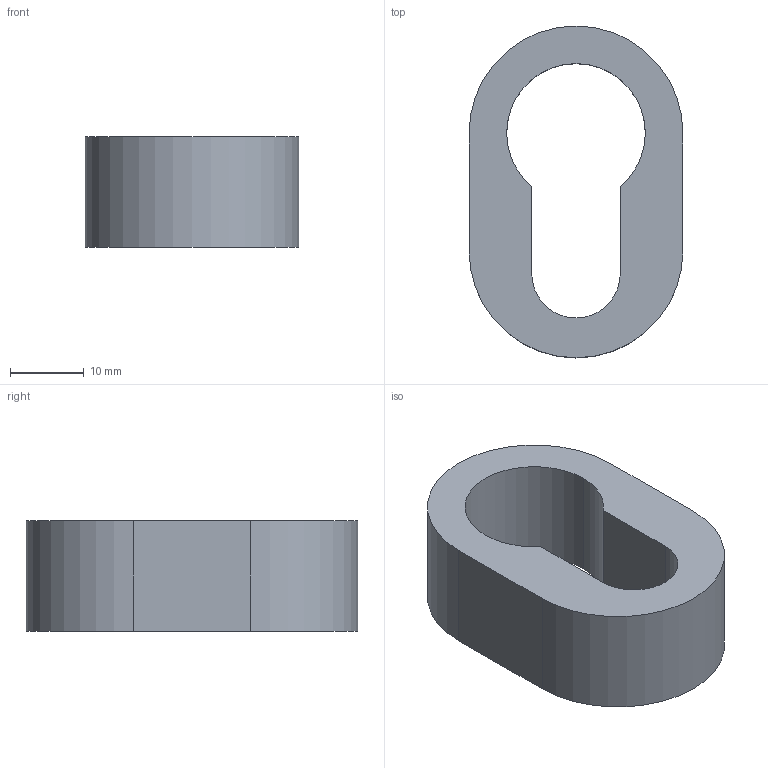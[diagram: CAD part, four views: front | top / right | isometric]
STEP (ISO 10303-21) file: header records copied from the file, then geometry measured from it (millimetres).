
FILE_DESCRIPTION (( 'STEP AP203' ), '1' );
FILE_NAME ('10769.STEP', '2016-02-03T14:08:43', ( '' ), ( '' ), 'SwSTEP 2.0', 'SolidWorks 2015', '' );
FILE_SCHEMA (( 'CONFIG_CONTROL_DESIGN' ));
Length unit declared in the file: millimetre
Products named in the file (1): 10769
Bounding box: 29 x 45 x 15 mm (x, y, z)
Volume: 9984.3 mm3; surface area: 4543.8 mm2
Topology: 1 solids, 1 shells, 178 faces, 471 edges, 314 vertices
Faces by surface type: plane 97, bspline 75, cylinder 6
Entity records: 9510 total; most frequent: CARTESIAN_POINT 5511, ORIENTED_EDGE 942, DIRECTION 541, EDGE_CURVE 471, VERTEX_POINT 314, LINE 309, VECTOR 309, EDGE_LOOP 199
